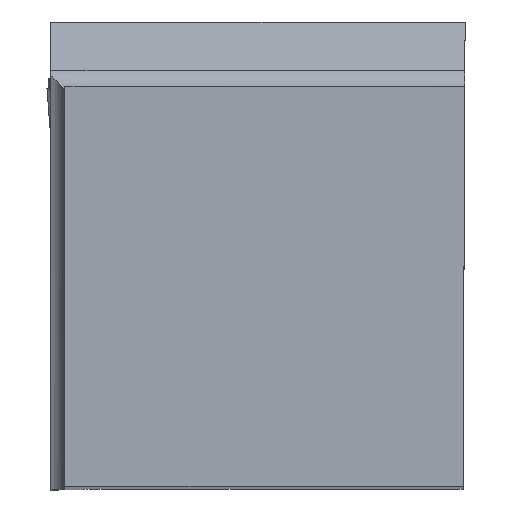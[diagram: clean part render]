
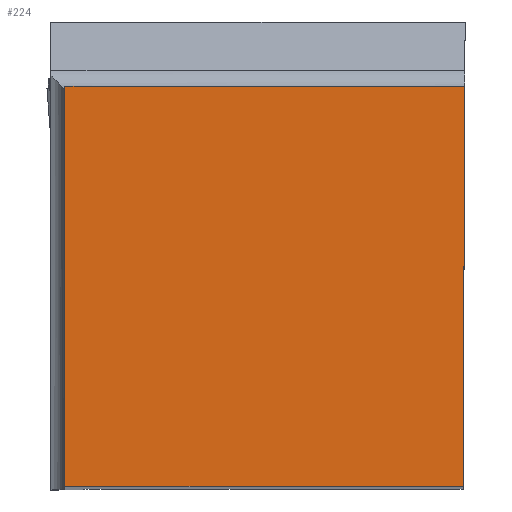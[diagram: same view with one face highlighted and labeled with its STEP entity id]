
A CAD part, top view. The second image highlights one B-rep face of the part: STEP entity #224.
In plain terms, the highlighted planar face has unit normal (0, 0, 1).
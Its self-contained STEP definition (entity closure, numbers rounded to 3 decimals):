
#224=ADVANCED_FACE('CU_BACK_SU1',(#339),#300,.F.);
#300=PLANE('',#1624);
#339=FACE_OUTER_BOUND('',#415,.T.);
#415=EDGE_LOOP('',(#491,#492,#493,#494));
#491=ORIENTED_EDGE('',*,*,#1058,.T.);
#492=ORIENTED_EDGE('',*,*,#1059,.T.);
#493=ORIENTED_EDGE('',*,*,#1060,.T.);
#494=ORIENTED_EDGE('',*,*,#1061,.F.);
#917=VERTEX_POINT('',#2187);
#918=VERTEX_POINT('',#2188);
#919=VERTEX_POINT('',#2190);
#920=VERTEX_POINT('',#2192);
#1058=EDGE_CURVE('',#917,#918,#1271,.T.);
#1059=EDGE_CURVE('',#918,#919,#1272,.T.);
#1060=EDGE_CURVE('',#919,#920,#1273,.T.);
#1061=EDGE_CURVE('',#917,#920,#1274,.T.);
#1271=LINE('',#2186,#1402);
#1272=LINE('',#2189,#1403);
#1273=LINE('',#2191,#1404);
#1274=LINE('',#2193,#1405);
#1402=VECTOR('',#1768,1.);
#1403=VECTOR('',#1769,1.);
#1404=VECTOR('',#1770,1.);
#1405=VECTOR('',#1771,1.);
#1624=AXIS2_PLACEMENT_3D('',#2194,#1772,#1773);
#1768=DIRECTION('',(1.,0.,0.));
#1769=DIRECTION('',(0.004,1.,0.));
#1770=DIRECTION('',(-1.,0.,0.));
#1771=DIRECTION('',(0.,1.,0.));
#1772=DIRECTION('',(0.,0.,-1.));
#1773=DIRECTION('',(-1.,0.,0.));
#2186=CARTESIAN_POINT('',(23.244,0.,0.));
#2187=CARTESIAN_POINT('',(-24.875,0.,0.));
#2188=CARTESIAN_POINT('',(-0.109,0.,0.));
#2189=CARTESIAN_POINT('',(0.088,44.976,0.));
#2190=CARTESIAN_POINT('',(0.,24.875,0.));
#2191=CARTESIAN_POINT('',(23.244,24.875,0.));
#2192=CARTESIAN_POINT('',(-24.875,24.875,0.));
#2193=CARTESIAN_POINT('',(-24.875,44.875,0.));
#2194=CARTESIAN_POINT('',(23.244,44.875,0.));
